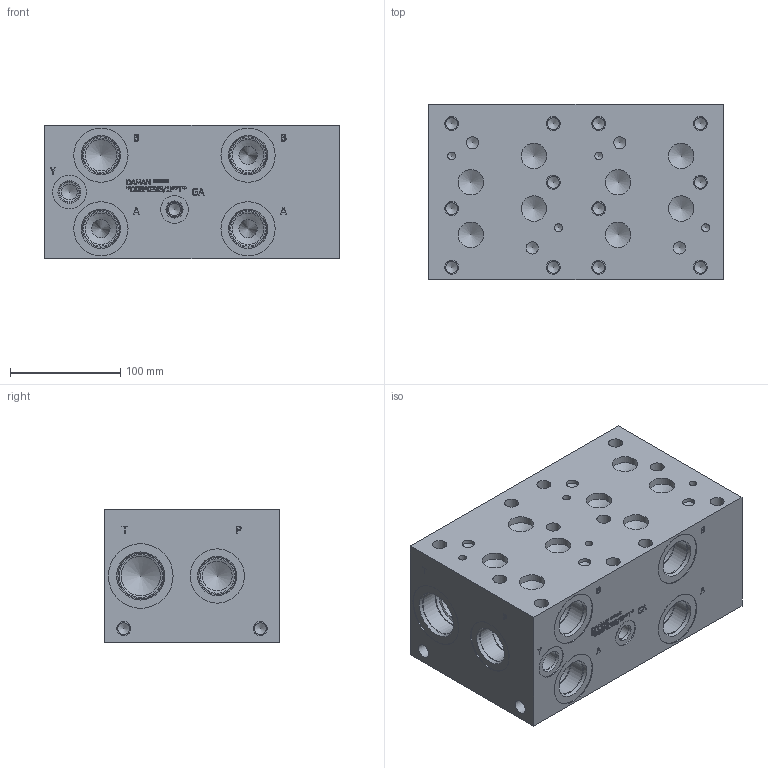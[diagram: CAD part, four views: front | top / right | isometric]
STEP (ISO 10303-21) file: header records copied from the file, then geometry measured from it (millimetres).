
FILE_DESCRIPTION(/* description */ (''),/* implementation_level */ '2;1');
FILE_NAME(/* name */ '_D08P025S_1P_T_.stp',/* time_stamp */ '2021-07-13T11:36:42-04:00',/* author */ ('anthonyv'),/* organization */ (''),/* preprocessor_version */ 'ST-DEVELOPER v18.1',/* originating_system */ 'Autodesk Inventor 2021',/* authorisation */ '');
FILE_SCHEMA (('AUTOMOTIVE_DESIGN { 1 0 10303 214 3 1 1 }'));
Length unit declared in the file: millimetre
Products named in the file (1): Part_AD08P025S_1P__3D
Bounding box: 266.7 x 158.75 x 120.65 mm (x, y, z)
Volume: 4716906.4 mm3; surface area: 249111.9 mm2
Topology: 1 solids, 1 shells, 840 faces, 2280 edges, 1538 vertices
Faces by surface type: plane 467, bspline 174, cylinder 111, cone 88
Full cylindrical faces by diameter (mm): 7.137 x4, 9.525 x2, 9.881 x2, 10.719 x17, 11.113 x1, 11.125 x5, 12.395 x1, 12.7 x16, 12.9 x1, 14.275 x1, 14.3 x1, 14.529 x1, 17.501 x1, 19.05 x1, 19.253 x1, 21.285 x2, 23.012 x7, 23.017 x1, 25.019 x1, 26.975 x2, 28.575 x4, 30.632 x1, 31.267 x6, 33.34 x2, 33.35 x4, 33.757 x6, 35.509 x4, 35.712 x2, 39.218 x2, 41.275 x1
Entity records: 27808 total; most frequent: CARTESIAN_POINT 6877, ORIENTED_EDGE 4472, DIRECTION 3630, EDGE_CURVE 2236, VERTEX_POINT 1538, LINE 1480, VECTOR 1480, AXIS2_PLACEMENT_3D 1075
